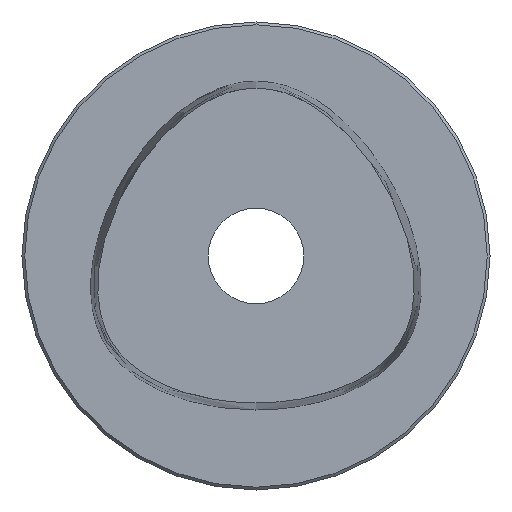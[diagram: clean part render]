
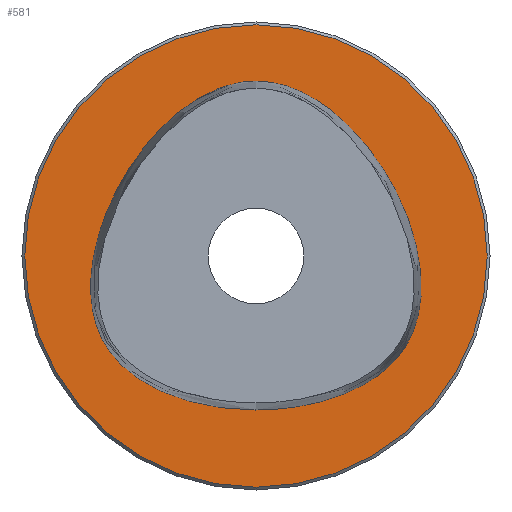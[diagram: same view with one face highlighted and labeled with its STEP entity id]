
A CAD part, left-side view. The second image highlights one B-rep face of the part: STEP entity #581.
In plain terms, the highlighted planar face has unit normal (-1, 0, 0).
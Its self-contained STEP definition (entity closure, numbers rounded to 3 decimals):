
#96=CARTESIAN_POINT('',(0.,0.,-16.456));
#97=CARTESIAN_POINT('',(0.,0.903,-16.456));
#98=CARTESIAN_POINT('',(0.,2.658,-16.37));
#99=CARTESIAN_POINT('',(0.,5.116,-16.024));
#100=CARTESIAN_POINT('',(0.,7.452,-15.468));
#101=CARTESIAN_POINT('',(0.,9.674,-14.691));
#102=CARTESIAN_POINT('',(0.,11.802,-13.646));
#103=CARTESIAN_POINT('',(0.,13.738,-12.314));
#104=CARTESIAN_POINT('',(0.,15.416,-10.638));
#105=CARTESIAN_POINT('',(0.,16.656,-8.659));
#106=CARTESIAN_POINT('',(0.,17.404,-6.412));
#107=CARTESIAN_POINT('',(0.,17.704,-4.077));
#108=CARTESIAN_POINT('',(0.,17.636,-1.699));
#109=CARTESIAN_POINT('',(0.,17.277,0.592));
#110=CARTESIAN_POINT('',(0.,16.679,2.85));
#111=CARTESIAN_POINT('',(0.,15.832,5.143));
#112=CARTESIAN_POINT('',(0.,14.724,7.46));
#113=CARTESIAN_POINT('',(0.,13.386,9.704));
#114=CARTESIAN_POINT('',(0.,11.857,11.798));
#115=CARTESIAN_POINT('',(0.,10.234,13.627));
#116=CARTESIAN_POINT('',(0.,8.512,15.221));
#117=CARTESIAN_POINT('',(0.,6.626,16.611));
#118=CARTESIAN_POINT('',(0.,4.556,17.743));
#119=CARTESIAN_POINT('',(0.,2.311,18.509));
#120=CARTESIAN_POINT('',(0.,0.781,18.696));
#121=CARTESIAN_POINT('',(0.,0.,18.696));
#164=CARTESIAN_POINT('',(0.,0.,0.));
#165=DIRECTION('',(-1.,0.,0.));
#166=DIRECTION('',(0.,0.,1.));
#167=AXIS2_PLACEMENT_3D('',#164,#165,#166);
#172=CARTESIAN_POINT('',(0.,0.,0.));
#173=DIRECTION('',(-1.,0.,0.));
#174=DIRECTION('',(0.,0.,-1.));
#175=AXIS2_PLACEMENT_3D('',#172,#173,#174);
#180=CARTESIAN_POINT('',(0.,0.,18.696));
#181=CARTESIAN_POINT('',(0.,-2.729,18.696));
#182=CARTESIAN_POINT('',(-0.001,-8.174,
16.37));
#183=CARTESIAN_POINT('',(-0.001,-14.767,
8.526));
#184=CARTESIAN_POINT('',(-0.001,-18.265,
-1.104));
#185=CARTESIAN_POINT('',(-0.001,-17.198,
-9.929));
#186=CARTESIAN_POINT('',(-0.001,-10.088,
-15.266));
#187=CARTESIAN_POINT('',(0.,-3.363,-16.456));
#188=CARTESIAN_POINT('',(0.,0.,-16.456));
#464=CARTESIAN_POINT('',(0.,0.,24.7));
#465=CARTESIAN_POINT('',(0.,0.,-24.7));
#466=VERTEX_POINT('',#464);
#467=VERTEX_POINT('',#465);
#474=VERTEX_POINT('',#180);
#475=VERTEX_POINT('',#188);
#565=CARTESIAN_POINT('',(0.,0.,0.));
#566=DIRECTION('',(1.,0.,0.));
#567=DIRECTION('',(0.,0.,-1.));
#568=AXIS2_PLACEMENT_3D('',#565,#566,#567);
#569=PLANE('',#568);
#571=ORIENTED_EDGE('',*,*,#570,.F.);
#573=ORIENTED_EDGE('',*,*,#572,.F.);
#574=EDGE_LOOP('',(#571,#573));
#575=FACE_OUTER_BOUND('',#574,.F.);
#577=ORIENTED_EDGE('',*,*,#576,.F.);
#578=ORIENTED_EDGE('',*,*,#555,.F.);
#579=EDGE_LOOP('',(#577,#578));
#580=FACE_BOUND('',#579,.F.);
#122=B_SPLINE_CURVE_WITH_KNOTS('',3,(#96,#97,#98,#99,#100,#101,#102,#103,#104,
#105,#106,#107,#108,#109,#110,#111,#112,#113,#114,#115,#116,#117,#118,#119,#120,
#121),.UNSPECIFIED.,.F.,.F.,(4,1,1,1,1,1,1,1,1,1,1,1,1,1,1,1,1,1,1,1,1,1,1,4),(
0.,0.043,0.087,0.13,0.174,
0.217,0.261,0.304,0.348,
0.391,0.435,0.478,0.522,
0.565,0.609,0.652,0.696,
0.739,0.783,0.826,0.87,
0.913,0.957,1.),.UNSPECIFIED.);
#168=CIRCLE('',#167,24.7);
#176=CIRCLE('',#175,24.7);
#189=B_SPLINE_CURVE_WITH_KNOTS('',3,(#180,#181,#182,#183,#184,#185,#186,#187,
#188),.UNSPECIFIED.,.F.,.F.,(4,1,1,1,1,1,4),(0.,0.167,
0.333,0.5,0.667,0.833,1.),
.UNSPECIFIED.);
#555=EDGE_CURVE('',#475,#474,#122,.T.);
#570=EDGE_CURVE('',#466,#467,#168,.T.);
#572=EDGE_CURVE('',#467,#466,#176,.T.);
#576=EDGE_CURVE('',#474,#475,#189,.T.);
#581=ADVANCED_FACE('',(#575,#580),#569,.F.);
